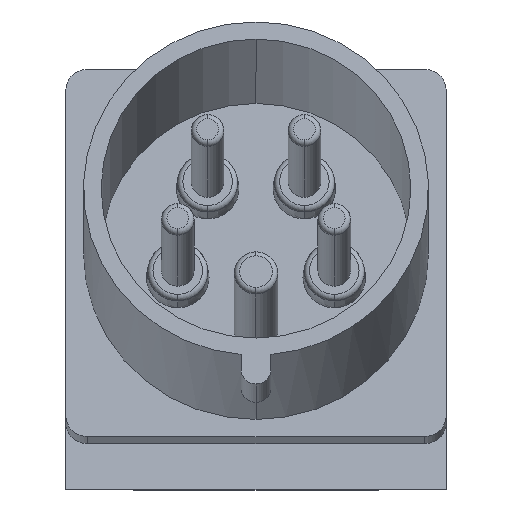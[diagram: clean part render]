
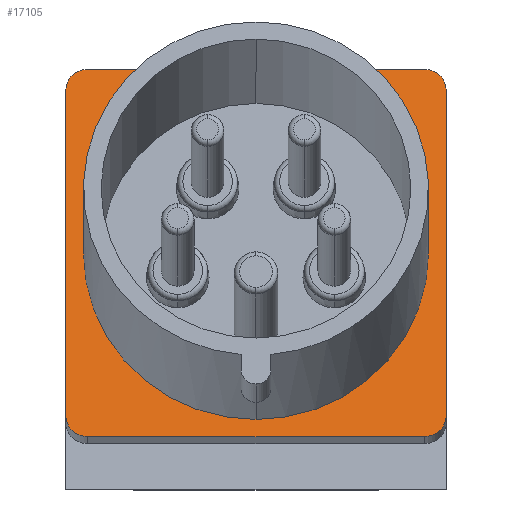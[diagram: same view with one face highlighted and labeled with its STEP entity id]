
A CAD part, top view. The second image highlights one B-rep face of the part: STEP entity #17105.
In plain terms, the highlighted planar face has unit normal (0, 0.259, 0.966).
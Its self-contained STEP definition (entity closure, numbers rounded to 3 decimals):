
#30 = ORIENTED_EDGE ( 'NONE', *, *, #11762, .F. ) ;
#200 = DIRECTION ( 'NONE',  ( 0., 0.259, 0.966 ) ) ;
#321 = EDGE_CURVE ( 'NONE', #20219, #22402, #13512, .T. ) ;
#338 = DIRECTION ( 'NONE',  ( 0., -0.966, 0.259 ) ) ;
#740 = DIRECTION ( 'NONE',  ( 1., 0., 0. ) ) ;
#1132 = CARTESIAN_POINT ( 'NONE',  ( 0., 43.487, 79.024 ) ) ;
#1151 = CARTESIAN_POINT ( 'NONE',  ( 35., 13.543, 87.048 ) ) ;
#1386 = VERTEX_POINT ( 'NONE', #8378 ) ;
#1553 = EDGE_CURVE ( 'NONE', #22212, #6333, #4634, .T. ) ;
#2284 = VERTEX_POINT ( 'NONE', #12120 ) ;
#2878 = DIRECTION ( 'NONE',  ( 0., -0.966, 0.259 ) ) ;
#2908 = CIRCLE ( 'NONE', #19078, 4. ) ;
#3008 = EDGE_CURVE ( 'NONE', #2284, #8745, #13694, .T. ) ;
#3457 = AXIS2_PLACEMENT_3D ( 'NONE', #1132, #13457, #2878 ) ;
#3544 = CARTESIAN_POINT ( 'NONE',  ( 0., 74.155, 70.807 ) ) ;
#4230 = CIRCLE ( 'NONE', #15034, 4. ) ;
#4407 = EDGE_LOOP ( 'NONE', ( #7289, #11525, #22791, #18236, #19352, #13199, #17168, #12733 ) ) ;
#4633 = EDGE_CURVE ( 'NONE', #22402, #10068, #10935, .T. ) ;
#4634 = CIRCLE ( 'NONE', #20467, 31.75 ) ;
#4641 = LINE ( 'NONE', #16970, #22886 ) ;
#5116 = VECTOR ( 'NONE', #8727, 1000. ) ;
#5340 = CARTESIAN_POINT ( 'NONE',  ( -31., 9.679, 88.083 ) ) ;
#5895 = DIRECTION ( 'NONE',  ( 0., 0.259, 0.966 ) ) ;
#5968 = AXIS2_PLACEMENT_3D ( 'NONE', #10749, #200, #12525 ) ;
#6333 = VERTEX_POINT ( 'NONE', #3544 ) ;
#6431 = EDGE_CURVE ( 'NONE', #10068, #1386, #2908, .T. ) ;
#6724 = CARTESIAN_POINT ( 'NONE',  ( -35., 77.294, 69.965 ) ) ;
#6821 = AXIS2_PLACEMENT_3D ( 'NONE', #17427, #6827, #19212 ) ;
#6827 = DIRECTION ( 'NONE',  ( 0., 0.259, 0.966 ) ) ;
#6932 = CARTESIAN_POINT ( 'NONE',  ( -35., 77.294, 69.965 ) ) ;
#7031 = ORIENTED_EDGE ( 'NONE', *, *, #1553, .F. ) ;
#7289 = ORIENTED_EDGE ( 'NONE', *, *, #16773, .T. ) ;
#8308 = LINE ( 'NONE', #6724, #12987 ) ;
#8367 = CARTESIAN_POINT ( 'NONE',  ( 31., 9.679, 88.083 ) ) ;
#8378 = CARTESIAN_POINT ( 'NONE',  ( -35., 73.43, 71.001 ) ) ;
#8404 = EDGE_CURVE ( 'NONE', #8745, #14492, #17821, .T. ) ;
#8603 = DIRECTION ( 'NONE',  ( 0., -0.966, 0.259 ) ) ;
#8727 = DIRECTION ( 'NONE',  ( -1., 0., 0. ) ) ;
#8745 = VERTEX_POINT ( 'NONE', #5340 ) ;
#9093 = DIRECTION ( 'NONE',  ( 0., 0.259, 0.966 ) ) ;
#10068 = VERTEX_POINT ( 'NONE', #16012 ) ;
#10749 = CARTESIAN_POINT ( 'NONE',  ( -31., 13.543, 87.048 ) ) ;
#10893 = DIRECTION ( 'NONE',  ( 0., 0.259, 0.966 ) ) ;
#10935 = LINE ( 'NONE', #6932, #5116 ) ;
#11525 = ORIENTED_EDGE ( 'NONE', *, *, #3008, .T. ) ;
#11755 = EDGE_LOOP ( 'NONE', ( #30, #7031 ) ) ;
#11762 = EDGE_CURVE ( 'NONE', #6333, #22212, #18806, .T. ) ;
#12120 = CARTESIAN_POINT ( 'NONE',  ( -35., 13.543, 87.048 ) ) ;
#12125 = FACE_BOUND ( 'NONE', #11755, .T. ) ;
#12525 = DIRECTION ( 'NONE',  ( 0., -0.966, 0.259 ) ) ;
#12733 = ORIENTED_EDGE ( 'NONE', *, *, #6431, .T. ) ;
#12987 = VECTOR ( 'NONE', #17319, 1000. ) ;
#13199 = ORIENTED_EDGE ( 'NONE', *, *, #321, .T. ) ;
#13457 = DIRECTION ( 'NONE',  ( 0., 0.259, 0.966 ) ) ;
#13512 = CIRCLE ( 'NONE', #6821, 4. ) ;
#13694 = CIRCLE ( 'NONE', #5968, 4. ) ;
#13705 = EDGE_CURVE ( 'NONE', #14492, #15122, #4230, .T. ) ;
#14492 = VERTEX_POINT ( 'NONE', #8367 ) ;
#15034 = AXIS2_PLACEMENT_3D ( 'NONE', #19695, #9093, #21439 ) ;
#15122 = VERTEX_POINT ( 'NONE', #1151 ) ;
#15166 = DIRECTION ( 'NONE',  ( 0., 0.966, -0.259 ) ) ;
#15374 = PLANE ( 'NONE',  #16871 ) ;
#15609 = CARTESIAN_POINT ( 'NONE',  ( 0., 22.669, 84.602 ) ) ;
#16012 = CARTESIAN_POINT ( 'NONE',  ( -31., 77.294, 69.965 ) ) ;
#16492 = CARTESIAN_POINT ( 'NONE',  ( 0., 43.487, 79.024 ) ) ;
#16574 = CARTESIAN_POINT ( 'NONE',  ( -35., 9.679, 88.083 ) ) ;
#16773 = EDGE_CURVE ( 'NONE', #1386, #2284, #8308, .T. ) ;
#16848 = FACE_OUTER_BOUND ( 'NONE', #4407, .T. ) ;
#16871 = AXIS2_PLACEMENT_3D ( 'NONE', #15609, #19188, #8603 ) ;
#16902 = CARTESIAN_POINT ( 'NONE',  ( 35., 73.43, 71.001 ) ) ;
#16970 = CARTESIAN_POINT ( 'NONE',  ( 35., 77.294, 69.965 ) ) ;
#17105 = ADVANCED_FACE ( 'NONE', ( #16848, #12125 ), #15374, .T. ) ;
#17168 = ORIENTED_EDGE ( 'NONE', *, *, #4633, .T. ) ;
#17319 = DIRECTION ( 'NONE',  ( 0., -0.966, 0.259 ) ) ;
#17427 = CARTESIAN_POINT ( 'NONE',  ( 31., 73.43, 71.001 ) ) ;
#17821 = LINE ( 'NONE', #16574, #21927 ) ;
#17919 = EDGE_CURVE ( 'NONE', #15122, #20219, #4641, .T. ) ;
#18236 = ORIENTED_EDGE ( 'NONE', *, *, #13705, .T. ) ;
#18287 = DIRECTION ( 'NONE',  ( 0., -0.966, 0.259 ) ) ;
#18512 = CARTESIAN_POINT ( 'NONE',  ( 31., 77.294, 69.965 ) ) ;
#18806 = CIRCLE ( 'NONE', #3457, 31.75 ) ;
#19078 = AXIS2_PLACEMENT_3D ( 'NONE', #21469, #10893, #338 ) ;
#19188 = DIRECTION ( 'NONE',  ( 0., 0.259, 0.966 ) ) ;
#19212 = DIRECTION ( 'NONE',  ( 0., -0.966, 0.259 ) ) ;
#19352 = ORIENTED_EDGE ( 'NONE', *, *, #17919, .T. ) ;
#19678 = CARTESIAN_POINT ( 'NONE',  ( 0., 12.819, 87.242 ) ) ;
#19695 = CARTESIAN_POINT ( 'NONE',  ( 31., 13.543, 87.048 ) ) ;
#20219 = VERTEX_POINT ( 'NONE', #16902 ) ;
#20467 = AXIS2_PLACEMENT_3D ( 'NONE', #16492, #5895, #18287 ) ;
#21439 = DIRECTION ( 'NONE',  ( 0., -0.966, 0.259 ) ) ;
#21469 = CARTESIAN_POINT ( 'NONE',  ( -31., 73.43, 71.001 ) ) ;
#21927 = VECTOR ( 'NONE', #740, 1000. ) ;
#22212 = VERTEX_POINT ( 'NONE', #19678 ) ;
#22402 = VERTEX_POINT ( 'NONE', #18512 ) ;
#22791 = ORIENTED_EDGE ( 'NONE', *, *, #8404, .T. ) ;
#22886 = VECTOR ( 'NONE', #15166, 1000. ) ;
